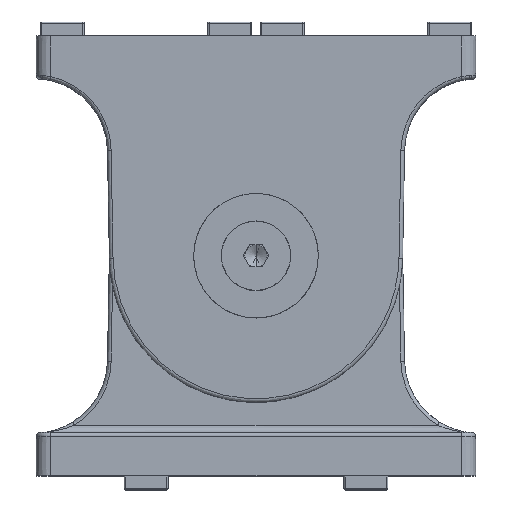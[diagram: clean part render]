
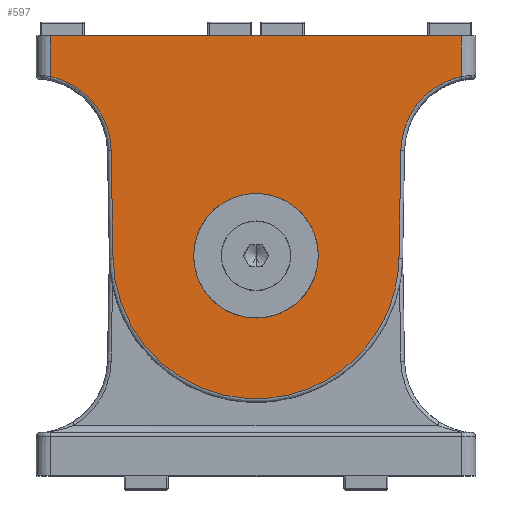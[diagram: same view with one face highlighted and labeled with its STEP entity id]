
A CAD part, top view. The second image highlights one B-rep face of the part: STEP entity #597.
In plain terms, the highlighted face is planar.
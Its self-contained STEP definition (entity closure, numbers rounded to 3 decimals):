
#580 = VERTEX_POINT ( 'NONE', #4331 ) ;
#597 = ADVANCED_FACE ( 'NONE', ( #7113, #7322 ), #3903, .T. ) ;
#616 = CARTESIAN_POINT ( 'NONE',  ( -28., 5.57, -14.951 ) ) ;
#844 = EDGE_CURVE ( 'NONE', #12836, #13410, #16090, .T. ) ;
#853 = CARTESIAN_POINT ( 'NONE',  ( -19.5, 30.345, -14.735 ) ) ;
#1890 = CARTESIAN_POINT ( 'NONE',  ( 28., 5.57, -14.951 ) ) ;
#2081 = ORIENTED_EDGE ( 'NONE', *, *, #2516, .T. ) ;
#2229 = CARTESIAN_POINT ( 'NONE',  ( -19.5, 30.34, -14.735 ) ) ;
#2313 = ORIENTED_EDGE ( 'NONE', *, *, #2809, .T. ) ;
#2516 = EDGE_CURVE ( 'NONE', #8857, #3175, #12014, .T. ) ;
#2809 = EDGE_CURVE ( 'NONE', #3175, #8857, #12422, .T. ) ;
#2853 = EDGE_CURVE ( 'NONE', #13410, #9325, #6562, .T. ) ;
#2860 = EDGE_CURVE ( 'NONE', #9325, #4922, #12520, .T. ) ;
#2874 = EDGE_CURVE ( 'NONE', #4922, #7427, #6246, .T. ) ;
#2905 = EDGE_CURVE ( 'NONE', #7427, #580, #12502, .T. ) ;
#2926 = EDGE_CURVE ( 'NONE', #580, #3403, #5994, .T. ) ;
#2942 = EDGE_CURVE ( 'NONE', #3403, #8060, #12633, .T. ) ;
#2945 = EDGE_CURVE ( 'NONE', #8060, #12836, #5637, .T. ) ;
#3083 = ORIENTED_EDGE ( 'NONE', *, *, #2853, .T. ) ;
#3175 = VERTEX_POINT ( 'NONE', #5893 ) ;
#3305 = ORIENTED_EDGE ( 'NONE', *, *, #2860, .T. ) ;
#3403 = VERTEX_POINT ( 'NONE', #14386 ) ;
#3477 = CARTESIAN_POINT ( 'NONE',  ( -19.757, 15.642, -14.863 ) ) ;
#3903 = PLANE ( 'NONE',  #10904 ) ;
#4270 = CARTESIAN_POINT ( 'NONE',  ( -19.757, 15.642, -14.863 ) ) ;
#4279 = CARTESIAN_POINT ( 'NONE',  ( -19.845, 10.578, -14.908 ) ) ;
#4328 = ORIENTED_EDGE ( 'NONE', *, *, #2874, .T. ) ;
#4331 = CARTESIAN_POINT ( 'NONE',  ( 19.5, 30.345, -14.735 ) ) ;
#4336 = CARTESIAN_POINT ( 'NONE',  ( -23.053, 6.658, -14.942 ) ) ;
#4510 = CARTESIAN_POINT ( 'NONE',  ( -28., 5.57, -14.951 ) ) ;
#4530 = ORIENTED_EDGE ( 'NONE', *, *, #2905, .T. ) ;
#4899 = CARTESIAN_POINT ( 'NONE',  ( -28., 0., -15. ) ) ;
#4922 = VERTEX_POINT ( 'NONE', #4270 ) ;
#4935 = CARTESIAN_POINT ( 'NONE',  ( -8.5, 13., -14.887 ) ) ;
#5304 = ORIENTED_EDGE ( 'NONE', *, *, #2926, .T. ) ;
#5486 = ORIENTED_EDGE ( 'NONE', *, *, #2942, .T. ) ;
#5602 = VECTOR ( 'NONE', #13073, 1000. ) ;
#5637 = LINE ( 'NONE', #14437, #5602 ) ;
#5893 = CARTESIAN_POINT ( 'NONE',  ( 8.5, 30., -14.738 ) ) ;
#5994 = LINE ( 'NONE', #15211, #6041 ) ;
#6041 = VECTOR ( 'NONE', #13918, 1000. ) ;
#6216 = CARTESIAN_POINT ( 'NONE',  ( -8.5, 30., -14.738 ) ) ;
#6232 = VECTOR ( 'NONE', #16127, 1000. ) ;
#6246 = LINE ( 'NONE', #2229, #6232 ) ;
#6258 = ORIENTED_EDGE ( 'NONE', *, *, #2945, .T. ) ;
#6264 = DIRECTION ( 'NONE',  ( 0., 1., 0.009 ) ) ;
#6374 = DIRECTION ( 'NONE',  ( -1., 0., 0. ) ) ;
#6428 = CARTESIAN_POINT ( 'NONE',  ( 30., 0., -15. ) ) ;
#6562 = LINE ( 'NONE', #4899, #10515 ) ;
#6584 = ORIENTED_EDGE ( 'NONE', *, *, #844, .T. ) ;
#7113 = FACE_BOUND ( 'NONE', #11288, .T. ) ;
#7322 = FACE_OUTER_BOUND ( 'NONE', #8853, .T. ) ;
#7427 = VERTEX_POINT ( 'NONE', #853 ) ;
#8060 = VERTEX_POINT ( 'NONE', #1890 ) ;
#8853 = EDGE_LOOP ( 'NONE', ( #3083, #3305, #4328, #4530, #5304, #5486, #6258, #6584 ) ) ;
#8857 = VERTEX_POINT ( 'NONE', #6216 ) ;
#9325 = VERTEX_POINT ( 'NONE', #616 ) ;
#9446 = CARTESIAN_POINT ( 'NONE',  ( -8.5, 30., -14.738 ) ) ;
#9569 = CARTESIAN_POINT ( 'NONE',  ( -8.5, 47., -14.59 ) ) ;
#10209 = CARTESIAN_POINT ( 'NONE',  ( 8.5, 47., -14.59 ) ) ;
#10515 = VECTOR ( 'NONE', #6264, 1000. ) ;
#10904 = AXIS2_PLACEMENT_3D ( 'NONE', #14695, #15730, #15610 ) ;
#11288 = EDGE_LOOP ( 'NONE', ( #2081, #2313 ) ) ;
#11868 = CARTESIAN_POINT ( 'NONE',  ( 28., 0., -15. ) ) ;
#12014 =( BOUNDED_CURVE ( )  B_SPLINE_CURVE ( 3, ( #14601, #4935, #14263, #14223 ),
 .UNSPECIFIED., .F., .F. ) 
 B_SPLINE_CURVE_WITH_KNOTS ( ( 4, 4 ),
 ( 4.712, 7.854 ),
 .UNSPECIFIED. ) 
 CURVE ( )  GEOMETRIC_REPRESENTATION_ITEM ( )  RATIONAL_B_SPLINE_CURVE ( ( 1., 0.333, 0.333, 1. ) ) 
 REPRESENTATION_ITEM ( '' )  );
#12422 =( BOUNDED_CURVE ( )  B_SPLINE_CURVE ( 3, ( #15525, #10209, #9569, #9446 ),
 .UNSPECIFIED., .F., .F. ) 
 B_SPLINE_CURVE_WITH_KNOTS ( ( 4, 4 ),
 ( 1.571, 4.712 ),
 .UNSPECIFIED. ) 
 CURVE ( )  GEOMETRIC_REPRESENTATION_ITEM ( )  RATIONAL_B_SPLINE_CURVE ( ( 1., 0.333, 0.333, 1. ) ) 
 REPRESENTATION_ITEM ( '' )  );
#12502 =( BOUNDED_CURVE ( )  B_SPLINE_CURVE ( 3, ( #15618, #15364, #15165, #15117 ),
 .UNSPECIFIED., .F., .F. ) 
 B_SPLINE_CURVE_WITH_KNOTS ( ( 4, 4 ),
 ( 1.588, 4.695 ),
 .UNSPECIFIED. ) 
 CURVE ( )  GEOMETRIC_REPRESENTATION_ITEM ( )  RATIONAL_B_SPLINE_CURVE ( ( 1., 0.345, 0.345, 1. ) ) 
 REPRESENTATION_ITEM ( '' )  );
#12520 =( BOUNDED_CURVE ( )  B_SPLINE_CURVE ( 3, ( #4510, #4336, #4279, #3477 ),
 .UNSPECIFIED., .F., .F. ) 
 B_SPLINE_CURVE_WITH_KNOTS ( ( 4, 4 ),
 ( 0.216, 1.553 ),
 .UNSPECIFIED. ) 
 CURVE ( )  GEOMETRIC_REPRESENTATION_ITEM ( )  RATIONAL_B_SPLINE_CURVE ( ( 1., 0.857, 0.857, 1. ) ) 
 REPRESENTATION_ITEM ( '' )  );
#12633 =( BOUNDED_CURVE ( )  B_SPLINE_CURVE ( 3, ( #13308, #13353, #13467, #13293 ),
 .UNSPECIFIED., .F., .F. ) 
 B_SPLINE_CURVE_WITH_KNOTS ( ( 4, 4 ),
 ( 4.73, 6.067 ),
 .UNSPECIFIED. ) 
 CURVE ( )  GEOMETRIC_REPRESENTATION_ITEM ( )  RATIONAL_B_SPLINE_CURVE ( ( 1., 0.857, 0.857, 1. ) ) 
 REPRESENTATION_ITEM ( '' )  );
#12836 = VERTEX_POINT ( 'NONE', #11868 ) ;
#13073 = DIRECTION ( 'NONE',  ( 0., -1., -0.009 ) ) ;
#13293 = CARTESIAN_POINT ( 'NONE',  ( 28., 5.57, -14.951 ) ) ;
#13308 = CARTESIAN_POINT ( 'NONE',  ( 19.757, 15.642, -14.863 ) ) ;
#13353 = CARTESIAN_POINT ( 'NONE',  ( 19.845, 10.578, -14.908 ) ) ;
#13410 = VERTEX_POINT ( 'NONE', #14937 ) ;
#13467 = CARTESIAN_POINT ( 'NONE',  ( 23.053, 6.658, -14.942 ) ) ;
#13918 = DIRECTION ( 'NONE',  ( 0.017, -1., -0.009 ) ) ;
#14223 = CARTESIAN_POINT ( 'NONE',  ( 8.5, 30., -14.738 ) ) ;
#14263 = CARTESIAN_POINT ( 'NONE',  ( 8.5, 13., -14.887 ) ) ;
#14386 = CARTESIAN_POINT ( 'NONE',  ( 19.757, 15.642, -14.863 ) ) ;
#14437 = CARTESIAN_POINT ( 'NONE',  ( 28., 0., -15. ) ) ;
#14601 = CARTESIAN_POINT ( 'NONE',  ( -8.5, 30., -14.738 ) ) ;
#14695 = CARTESIAN_POINT ( 'NONE',  ( 30., 0., -15. ) ) ;
#14937 = CARTESIAN_POINT ( 'NONE',  ( -28., 0., -15. ) ) ;
#15117 = CARTESIAN_POINT ( 'NONE',  ( 19.5, 30.345, -14.735 ) ) ;
#15165 = CARTESIAN_POINT ( 'NONE',  ( 18.842, 68.024, -14.406 ) ) ;
#15211 = CARTESIAN_POINT ( 'NONE',  ( 19.757, 15.638, -14.864 ) ) ;
#15364 = CARTESIAN_POINT ( 'NONE',  ( -18.842, 68.024, -14.406 ) ) ;
#15525 = CARTESIAN_POINT ( 'NONE',  ( 8.5, 30., -14.738 ) ) ;
#15610 = DIRECTION ( 'NONE',  ( 0., 1., 0.009 ) ) ;
#15618 = CARTESIAN_POINT ( 'NONE',  ( -19.5, 30.345, -14.735 ) ) ;
#15730 = DIRECTION ( 'NONE',  ( 0., 0.009, -1. ) ) ;
#16073 = VECTOR ( 'NONE', #6374, 1000. ) ;
#16090 = LINE ( 'NONE', #6428, #16073 ) ;
#16127 = DIRECTION ( 'NONE',  ( 0.017, 1., 0.009 ) ) ;
